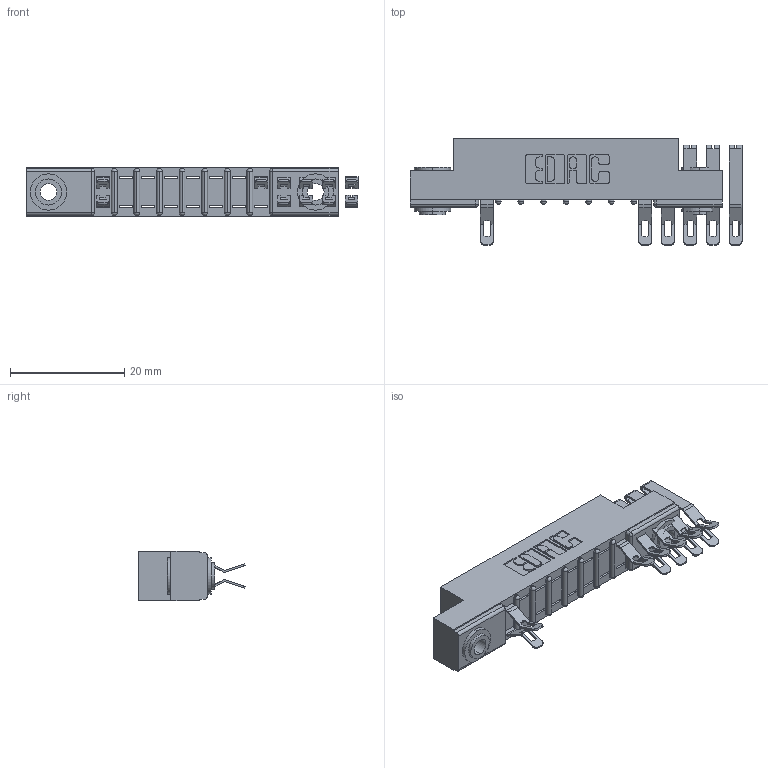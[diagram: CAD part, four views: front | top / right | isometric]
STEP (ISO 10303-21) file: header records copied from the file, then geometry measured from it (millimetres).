
FILE_DESCRIPTION (( 'STEP AP203' ), '1' );
FILE_NAME ('357-024-555-203.STEP', '2018-08-09T01:10:28', ( '' ), ( '' ), 'SwSTEP 2.0', 'SolidWorks 2016', '' );
FILE_SCHEMA (( 'CONFIG_CONTROL_DESIGN' ));
Length unit declared in the file: inch
Products named in the file (4): 307 Part_.156 Dia Mounting Holes; 307-290-001_555; 345-250-002_345-250-002-102; 357-024-555-203
Assembly tree (14 placements, depth 2):
  357-024-555-203
    307 Part_.156 Dia Mounting Holes
    307-290-001_555  x11
    345-250-002_345-250-002-102  x2
Bounding box: 58.2 x 18.75 x 8.71 mm (x, y, z)
Volume: 3549.6 mm3; surface area: 5585.4 mm2
Topology: 14 solids, 14 shells, 900 faces, 2586 edges, 1680 vertices
Faces by surface type: plane 498, cylinder 376, sphere 18, cone 8
Entity records: 12748 total; most frequent: CARTESIAN_POINT 2104, DIRECTION 2092, ORIENTED_EDGE 2080, EDGE_CURVE 1040, LINE 764, VECTOR 764, VERTEX_POINT 676, AXIS2_PLACEMENT_3D 664
